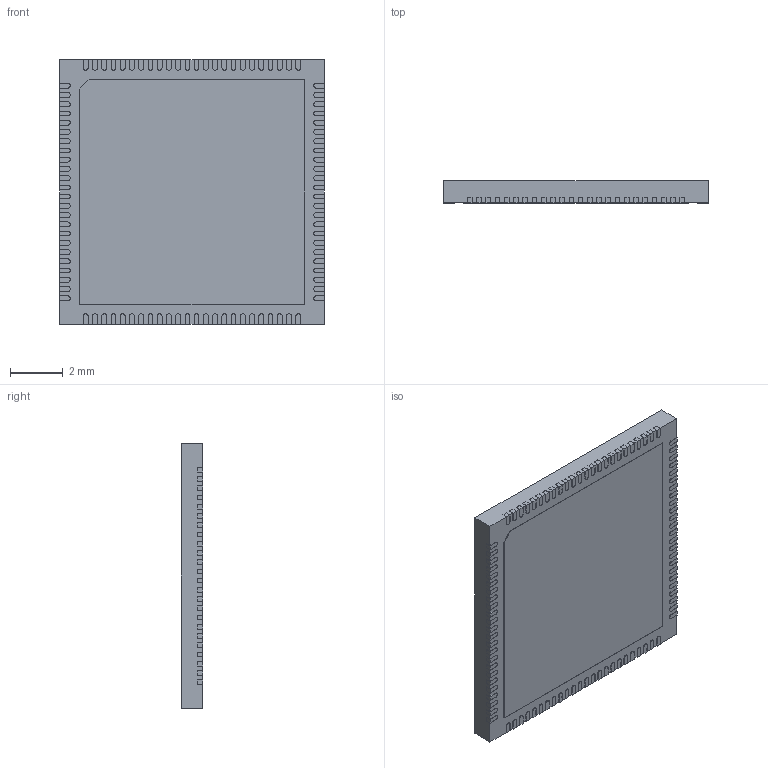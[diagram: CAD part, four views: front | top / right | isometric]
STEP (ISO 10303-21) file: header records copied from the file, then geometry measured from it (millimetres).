
FILE_DESCRIPTION (( 'STEP AP214' ), '1' );
FILE_NAME ('User Library-pqfn96_p0-35_l10_w10_h0-8.STEP', '2020-03-15T07:48:47', ( '' ), ( '' ), 'SwSTEP 2.0', 'SolidWorks 2019', '' );
FILE_SCHEMA (( 'AUTOMOTIVE_DESIGN' ));
Length unit declared in the file: millimetre
Products named in the file (1): User Library-pqfn96_p0-35_l10_w10_h0-8
Bounding box: 10.02 x 0.82 x 10.02 mm (x, y, z)
Volume: 81.6 mm3; surface area: 235.8 mm2
Topology: 1 solids, 1 shells, 843 faces, 2484 edges, 1656 vertices
Faces by surface type: plane 721, cylinder 122
Entity records: 28031 total; most frequent: CARTESIAN_POINT 4984, ORIENTED_EDGE 4968, DIRECTION 4416, EDGE_CURVE 2484, VECTOR 2240, LINE 2240, VERTEX_POINT 1656, AXIS2_PLACEMENT_3D 1088
